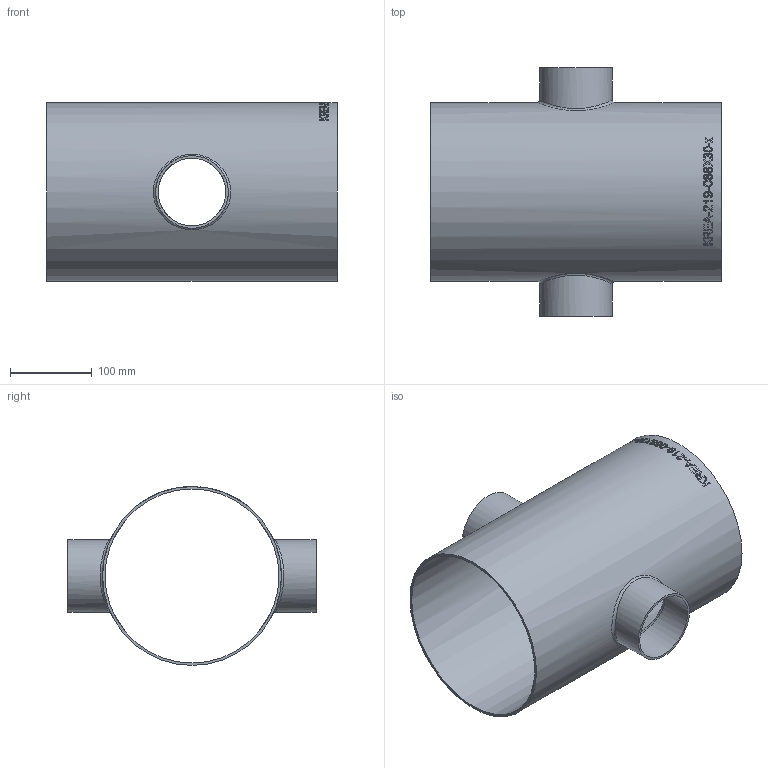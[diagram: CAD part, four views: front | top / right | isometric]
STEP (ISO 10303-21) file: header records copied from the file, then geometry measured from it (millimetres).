
FILE_DESCRIPTION (( 'STEP AP214' ), '1' );
FILE_NAME ('KREA-219-088X30-x Kreuz-Stück reduziert 2005.STEP', '2020-05-13T09:21:43', ( '' ), ( '' ), 'SwSTEP 2.0', 'SolidWorks 2019', '' );
FILE_SCHEMA (( 'AUTOMOTIVE_DESIGN' ));
Length unit declared in the file: millimetre
Products named in the file (1): KREA-219-088X30-x Kreuz-Stück reduziert 2005
Bounding box: 356 x 304 x 219.1 mm (x, y, z)
Volume: 766292.9 mm3; surface area: 516276.6 mm2
Topology: 1 solids, 1 shells, 242 faces, 641 edges, 428 vertices
Faces by surface type: bspline 145, plane 65, cylinder 32
Full cylindrical faces by diameter (mm): 82.9 x2, 88.9 x2, 213.1 x1, 219.1 x1
Entity records: 40252 total; most frequent: CARTESIAN_POINT 33127, ORIENTED_EDGE 1244, EDGE_CURVE 622, B_SPLINE_CURVE_WITH_KNOTS 453, DIRECTION 451, VERTEX_POINT 420, EDGE_LOOP 286, FACE_OUTER_BOUND 252
